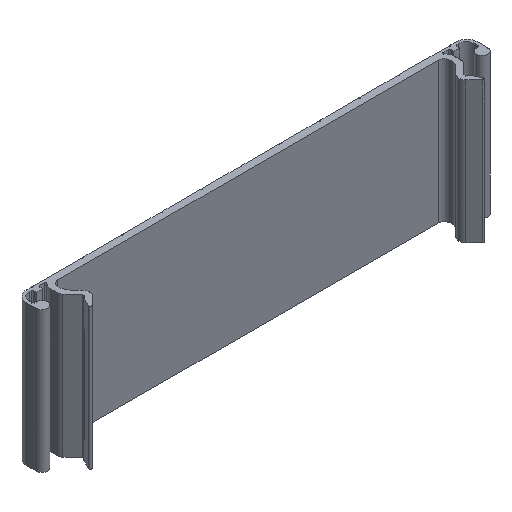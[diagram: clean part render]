
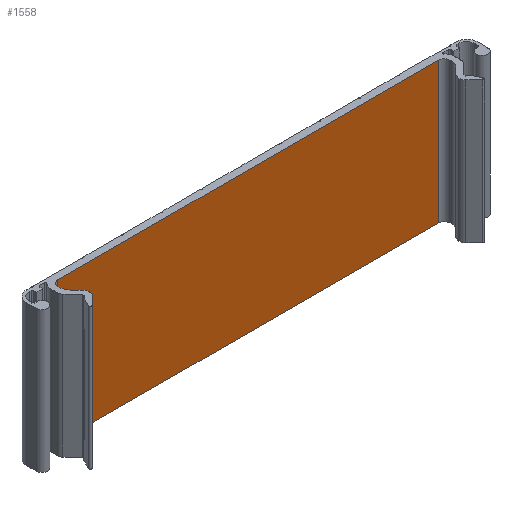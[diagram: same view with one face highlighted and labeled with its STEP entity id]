
A CAD part, isometric view. The second image highlights one B-rep face of the part: STEP entity #1558.
In plain terms, the highlighted planar face has unit normal (0, -1, 0).
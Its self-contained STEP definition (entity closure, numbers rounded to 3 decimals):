
#111 = ORIENTED_EDGE ( 'NONE', *, *, #2937, .F. ) ;
#117 = EDGE_CURVE ( 'NONE', #3076, #1685, #484, .T. ) ;
#149 = CARTESIAN_POINT ( 'NONE',  ( 67.5, -2.5, 25. ) ) ;
#176 = CARTESIAN_POINT ( 'NONE',  ( 67.5, -2.5, 25. ) ) ;
#327 = CARTESIAN_POINT ( 'NONE',  ( 67.5, -2.5, -25. ) ) ;
#484 = LINE ( 'NONE', #1285, #3125 ) ;
#525 = ORIENTED_EDGE ( 'NONE', *, *, #2231, .T. ) ;
#562 = ORIENTED_EDGE ( 'NONE', *, *, #117, .T. ) ;
#690 = VERTEX_POINT ( 'NONE', #176 ) ;
#705 = LINE ( 'NONE', #1060, #990 ) ;
#988 = DIRECTION ( 'NONE',  ( 1., 0., 0. ) ) ;
#990 = VECTOR ( 'NONE', #2274, 1000. ) ;
#1044 = VERTEX_POINT ( 'NONE', #327 ) ;
#1060 = CARTESIAN_POINT ( 'NONE',  ( 67.5, -2.5, 25. ) ) ;
#1092 = DIRECTION ( 'NONE',  ( 0., 0., 1. ) ) ;
#1205 = EDGE_CURVE ( 'NONE', #3076, #690, #1582, .T. ) ;
#1285 = CARTESIAN_POINT ( 'NONE',  ( -67.5, -2.5, 25. ) ) ;
#1327 = DIRECTION ( 'NONE',  ( 0., 0., -1. ) ) ;
#1338 = VECTOR ( 'NONE', #3333, 1000. ) ;
#1536 = VECTOR ( 'NONE', #988, 1000. ) ;
#1537 = CARTESIAN_POINT ( 'NONE',  ( 67.5, -2.5, -25. ) ) ;
#1558 = ADVANCED_FACE ( 'NONE', ( #3157 ), #2875, .F. ) ;
#1582 = LINE ( 'NONE', #3693, #1536 ) ;
#1685 = VERTEX_POINT ( 'NONE', #2915 ) ;
#2041 = AXIS2_PLACEMENT_3D ( 'NONE', #149, #3799, #1092 ) ;
#2050 = CARTESIAN_POINT ( 'NONE',  ( -67.5, -2.5, 25. ) ) ;
#2231 = EDGE_CURVE ( 'NONE', #1685, #1044, #3665, .T. ) ;
#2274 = DIRECTION ( 'NONE',  ( 0., 0., -1. ) ) ;
#2857 = EDGE_LOOP ( 'NONE', ( #525, #111, #3434, #562 ) ) ;
#2875 = PLANE ( 'NONE',  #2041 ) ;
#2915 = CARTESIAN_POINT ( 'NONE',  ( -67.5, -2.5, -25. ) ) ;
#2937 = EDGE_CURVE ( 'NONE', #690, #1044, #705, .T. ) ;
#3076 = VERTEX_POINT ( 'NONE', #2050 ) ;
#3125 = VECTOR ( 'NONE', #1327, 1000. ) ;
#3157 = FACE_OUTER_BOUND ( 'NONE', #2857, .T. ) ;
#3333 = DIRECTION ( 'NONE',  ( 1., 0., 0. ) ) ;
#3434 = ORIENTED_EDGE ( 'NONE', *, *, #1205, .F. ) ;
#3665 = LINE ( 'NONE', #1537, #1338 ) ;
#3693 = CARTESIAN_POINT ( 'NONE',  ( 67.5, -2.5, 25. ) ) ;
#3799 = DIRECTION ( 'NONE',  ( 0., 1., 0. ) ) ;
